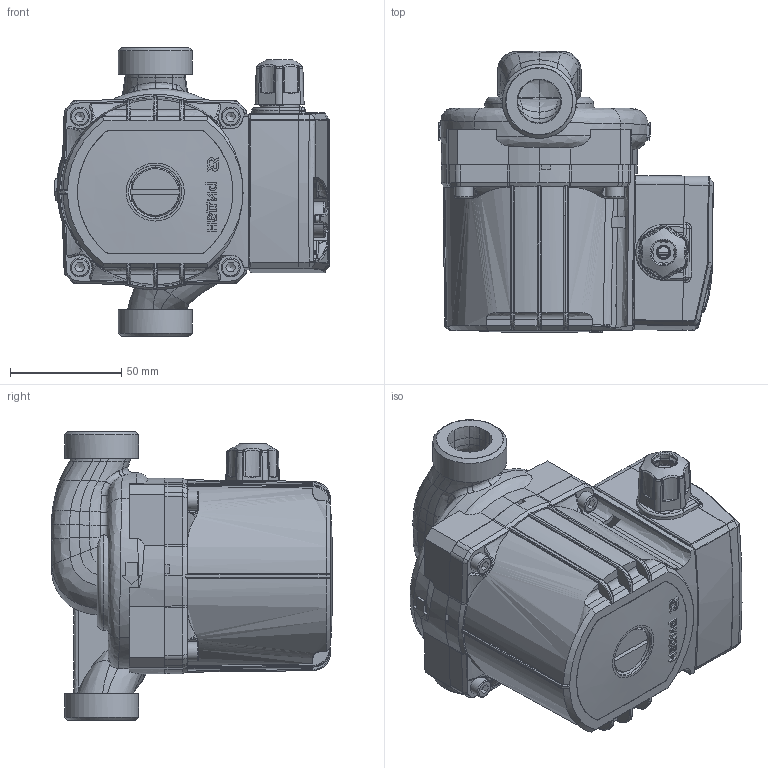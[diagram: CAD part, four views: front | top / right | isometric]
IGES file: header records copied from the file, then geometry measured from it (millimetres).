
Global section: file name: 015P1204 (RWS 20-40SB 130); native system: AutoCAD 2021 — Русский (Russian),62HAutod; preprocessor: esk Translation Framework DWG producer (atf_dwg_producer); organization: unknown; date: 20240903.215926; units: millimetre
Bounding box: 123.54 x 126.4 x 130 mm (x, y, z)
Volume: 266092.4 mm3; surface area: 198740.2 mm2
Topology: 36 solids, 36 shells, 3804 faces, 10787 edges, 7193 vertices
Faces by surface type: bspline 3784, revolution 20
